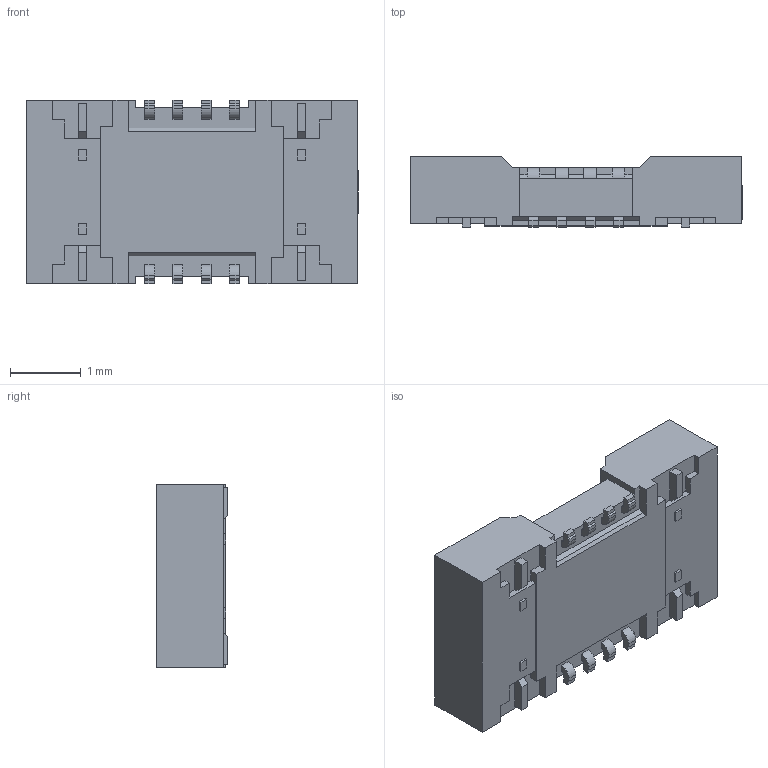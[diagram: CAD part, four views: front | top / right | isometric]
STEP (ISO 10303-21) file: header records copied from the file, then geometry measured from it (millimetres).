
FILE_DESCRIPTION (( 'STEP AP214' ), '1' );
FILE_NAME ('5024260810.STEP', '2018-02-07T21:03:42', ( '' ), ( '' ), 'SwSTEP 2.0', 'SolidWorks 2016', '' );
FILE_SCHEMA (( 'AUTOMOTIVE_DESIGN' ));
Length unit declared in the file: millimetre
Products named in the file (1): 5024260810
Bounding box: 4.7 x 1 x 2.6 mm (x, y, z)
Volume: 7.2 mm3; surface area: 54.7 mm2
Topology: 1 solids, 1 shells, 464 faces, 1285 edges, 839 vertices
Faces by surface type: plane 374, cylinder 86, cone 4
Entity records: 17301 total; most frequent: CARTESIAN_POINT 3102, ORIENTED_EDGE 2570, DIRECTION 2140, EDGE_CURVE 1285, VECTOR 1066, LINE 1066, VERTEX_POINT 839, AXIS2_PLACEMENT_3D 537
